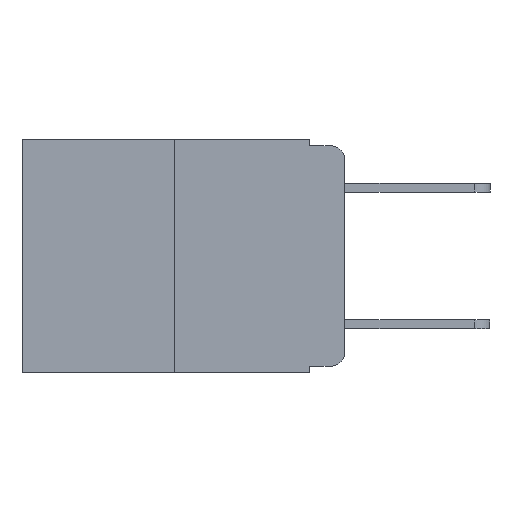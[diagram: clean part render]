
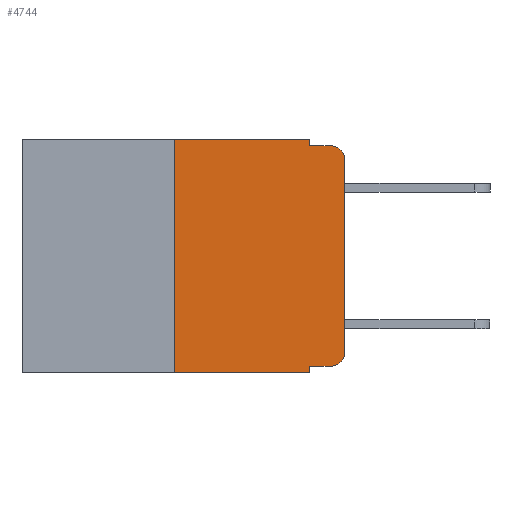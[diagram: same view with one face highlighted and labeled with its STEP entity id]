
A CAD part, left-side view. The second image highlights one B-rep face of the part: STEP entity #4744.
In plain terms, the highlighted planar face has unit normal (-1, 0, 0).
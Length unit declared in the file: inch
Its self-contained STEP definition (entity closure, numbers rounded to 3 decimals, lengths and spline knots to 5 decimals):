
#159 = ORIENTED_EDGE ( 'NONE', *, *, #6157, .F. ) ;
#378 = VERTEX_POINT ( 'NONE', #2375 ) ;
#941 = CARTESIAN_POINT ( 'NONE',  ( 0., 0.473, 0. ) ) ;
#1277 = LINE ( 'NONE', #6351, #7101 ) ;
#1381 = ORIENTED_EDGE ( 'NONE', *, *, #10441, .T. ) ;
#1971 = DIRECTION ( 'NONE',  ( 1., 0., 0. ) ) ;
#2375 = CARTESIAN_POINT ( 'NONE',  ( 0., 0.02, -0.01 ) ) ;
#2454 = LINE ( 'NONE', #13284, #5153 ) ;
#2484 = EDGE_CURVE ( 'NONE', #13177, #12446, #3867, .T. ) ;
#2596 = CARTESIAN_POINT ( 'NONE',  ( 0., 0.051, 0. ) ) ;
#2720 = DIRECTION ( 'NONE',  ( 0., 0., -1. ) ) ;
#3311 = CARTESIAN_POINT ( 'NONE',  ( 0., 0., -0.03 ) ) ;
#3410 = LINE ( 'NONE', #12000, #14269 ) ;
#3510 = CARTESIAN_POINT ( 'NONE',  ( 0., 0.051, -0.343 ) ) ;
#3662 = ORIENTED_EDGE ( 'NONE', *, *, #9020, .T. ) ;
#3741 = EDGE_CURVE ( 'NONE', #9635, #7913, #5264, .T. ) ;
#3867 = LINE ( 'NONE', #941, #14336 ) ;
#4098 = CARTESIAN_POINT ( 'NONE',  ( 0., 0.02, -0.03 ) ) ;
#4213 = VECTOR ( 'NONE', #9476, 39.37008 ) ;
#4744 = ADVANCED_FACE ( 'NONE', ( #12169 ), #10806, .F. ) ;
#5084 = CARTESIAN_POINT ( 'NONE',  ( 0., 0.25, 0. ) ) ;
#5153 = VECTOR ( 'NONE', #12341, 39.37008 ) ;
#5239 = DIRECTION ( 'NONE',  ( 0., 0., -1. ) ) ;
#5264 = LINE ( 'NONE', #5368, #8483 ) ;
#5312 = AXIS2_PLACEMENT_3D ( 'NONE', #11762, #1971, #12794 ) ;
#5351 = AXIS2_PLACEMENT_3D ( 'NONE', #4098, #11598, #5239 ) ;
#5368 = CARTESIAN_POINT ( 'NONE',  ( 0., 0.473, -0.343 ) ) ;
#5461 = CARTESIAN_POINT ( 'NONE',  ( 0., 0.02, -0.313 ) ) ;
#5592 = LINE ( 'NONE', #9340, #8131 ) ;
#6025 = ORIENTED_EDGE ( 'NONE', *, *, #11114, .F. ) ;
#6157 = EDGE_CURVE ( 'NONE', #8134, #7913, #1277, .T. ) ;
#6351 = CARTESIAN_POINT ( 'NONE',  ( 0., 0.051, 0. ) ) ;
#6564 = DIRECTION ( 'NONE',  ( 0., 0., -1. ) ) ;
#6805 = DIRECTION ( 'NONE',  ( 0., -1., 0. ) ) ;
#6861 = ORIENTED_EDGE ( 'NONE', *, *, #11766, .T. ) ;
#6888 = LINE ( 'NONE', #5084, #12409 ) ;
#7101 = VECTOR ( 'NONE', #7433, 39.37008 ) ;
#7196 = ORIENTED_EDGE ( 'NONE', *, *, #3741, .T. ) ;
#7257 = VERTEX_POINT ( 'NONE', #3311 ) ;
#7433 = DIRECTION ( 'NONE',  ( 0., 0., -1. ) ) ;
#7448 = CARTESIAN_POINT ( 'NONE',  ( 0., 0.25, 0. ) ) ;
#7575 = EDGE_CURVE ( 'NONE', #12446, #10081, #5592, .T. ) ;
#7913 = VERTEX_POINT ( 'NONE', #3510 ) ;
#8131 = VECTOR ( 'NONE', #2720, 39.37008 ) ;
#8134 = VERTEX_POINT ( 'NONE', #11467 ) ;
#8483 = VECTOR ( 'NONE', #12696, 39.37008 ) ;
#8641 = ORIENTED_EDGE ( 'NONE', *, *, #7575, .F. ) ;
#9020 = EDGE_CURVE ( 'NONE', #8134, #14298, #3410, .T. ) ;
#9340 = CARTESIAN_POINT ( 'NONE',  ( 0., 0.051, 0. ) ) ;
#9347 = ORIENTED_EDGE ( 'NONE', *, *, #13090, .F. ) ;
#9476 = DIRECTION ( 'NONE',  ( 0., -1., 0. ) ) ;
#9517 = ORIENTED_EDGE ( 'NONE', *, *, #11364, .T. ) ;
#9635 = VERTEX_POINT ( 'NONE', #11484 ) ;
#9668 = LINE ( 'NONE', #12513, #4213 ) ;
#9813 = ORIENTED_EDGE ( 'NONE', *, *, #2484, .F. ) ;
#9867 = CARTESIAN_POINT ( 'NONE',  ( 0., 0., -0.313 ) ) ;
#9886 = CIRCLE ( 'NONE', #11906, 0.02 ) ;
#10000 = VERTEX_POINT ( 'NONE', #9867 ) ;
#10081 = VERTEX_POINT ( 'NONE', #12928 ) ;
#10441 = EDGE_CURVE ( 'NONE', #7257, #378, #13034, .T. ) ;
#10806 = PLANE ( 'NONE',  #5312 ) ;
#11114 = EDGE_CURVE ( 'NONE', #9635, #13177, #6888, .T. ) ;
#11364 = EDGE_CURVE ( 'NONE', #14298, #10000, #9886, .T. ) ;
#11467 = CARTESIAN_POINT ( 'NONE',  ( 0., 0.051, -0.333 ) ) ;
#11484 = CARTESIAN_POINT ( 'NONE',  ( 0., 0.25, -0.343 ) ) ;
#11598 = DIRECTION ( 'NONE',  ( -1., 0., 0. ) ) ;
#11762 = CARTESIAN_POINT ( 'NONE',  ( 0., 0.473, 0. ) ) ;
#11766 = EDGE_CURVE ( 'NONE', #10000, #7257, #2454, .T. ) ;
#11906 = AXIS2_PLACEMENT_3D ( 'NONE', #5461, #12770, #6564 ) ;
#12000 = CARTESIAN_POINT ( 'NONE',  ( 0., 0.051, -0.333 ) ) ;
#12169 = FACE_OUTER_BOUND ( 'NONE', #13155, .T. ) ;
#12341 = DIRECTION ( 'NONE',  ( 0., 0., 1. ) ) ;
#12409 = VECTOR ( 'NONE', #13427, 39.37008 ) ;
#12446 = VERTEX_POINT ( 'NONE', #2596 ) ;
#12513 = CARTESIAN_POINT ( 'NONE',  ( 0., 0.051, -0.01 ) ) ;
#12696 = DIRECTION ( 'NONE',  ( 0., -1., 0. ) ) ;
#12770 = DIRECTION ( 'NONE',  ( -1., 0., 0. ) ) ;
#12794 = DIRECTION ( 'NONE',  ( 0., 0., -1. ) ) ;
#12928 = CARTESIAN_POINT ( 'NONE',  ( 0., 0.051, -0.01 ) ) ;
#13034 = CIRCLE ( 'NONE', #5351, 0.02 ) ;
#13050 = DIRECTION ( 'NONE',  ( 0., -1., 0. ) ) ;
#13090 = EDGE_CURVE ( 'NONE', #10081, #378, #9668, .T. ) ;
#13155 = EDGE_LOOP ( 'NONE', ( #6861, #1381, #9347, #8641, #9813, #6025, #7196, #159, #3662, #9517 ) ) ;
#13177 = VERTEX_POINT ( 'NONE', #7448 ) ;
#13284 = CARTESIAN_POINT ( 'NONE',  ( 0., 0., 0. ) ) ;
#13427 = DIRECTION ( 'NONE',  ( 0., 0., 1. ) ) ;
#13890 = CARTESIAN_POINT ( 'NONE',  ( 0., 0.02, -0.333 ) ) ;
#14269 = VECTOR ( 'NONE', #6805, 39.37008 ) ;
#14298 = VERTEX_POINT ( 'NONE', #13890 ) ;
#14336 = VECTOR ( 'NONE', #13050, 39.37008 ) ;
